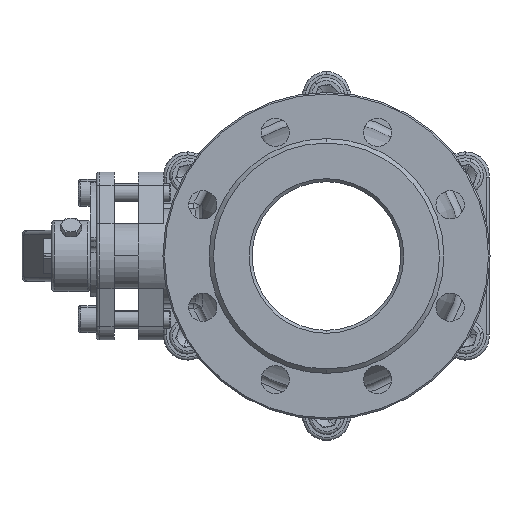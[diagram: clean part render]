
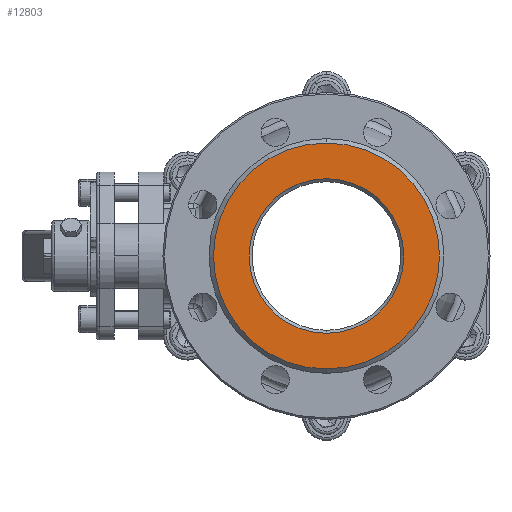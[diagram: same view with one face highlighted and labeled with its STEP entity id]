
A CAD part, left-side view. The second image highlights one B-rep face of the part: STEP entity #12803.
In plain terms, the highlighted planar face has unit normal (-1, 0, 0).
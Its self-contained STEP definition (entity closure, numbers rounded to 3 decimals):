
#231 = CARTESIAN_POINT ( 'NONE',  ( -70.261, 0., 52. ) ) ;
#384 = DIRECTION ( 'NONE',  ( -1., 0., 0. ) ) ;
#516 = CARTESIAN_POINT ( 'NONE',  ( -70.261, 0., 50. ) ) ;
#876 = EDGE_LOOP ( 'NONE', ( #21168, #26077 ) ) ;
#2025 = AXIS2_PLACEMENT_3D ( 'NONE', #5469, #23535, #7719 ) ;
#2070 = EDGE_CURVE ( 'NONE', #25707, #6764, #10074, .T. ) ;
#2107 = CARTESIAN_POINT ( 'NONE',  ( -70.261, 0., 0. ) ) ;
#5287 = EDGE_LOOP ( 'NONE', ( #20446, #18126 ) ) ;
#5469 = CARTESIAN_POINT ( 'NONE',  ( -70.261, 0., 0. ) ) ;
#6432 = AXIS2_PLACEMENT_3D ( 'NONE', #516, #384, #8603 ) ;
#6764 = VERTEX_POINT ( 'NONE', #7006 ) ;
#7006 = CARTESIAN_POINT ( 'NONE',  ( -70.261, 0., -76. ) ) ;
#7303 = CARTESIAN_POINT ( 'NONE',  ( -70.261, 0., -52. ) ) ;
#7497 = CIRCLE ( 'NONE', #9196, 76. ) ;
#7636 = VERTEX_POINT ( 'NONE', #7303 ) ;
#7719 = DIRECTION ( 'NONE',  ( 0., 0., 1. ) ) ;
#8063 = EDGE_CURVE ( 'NONE', #6764, #25707, #7497, .T. ) ;
#8337 = VERTEX_POINT ( 'NONE', #231 ) ;
#8508 = AXIS2_PLACEMENT_3D ( 'NONE', #17630, #19221, #17371 ) ;
#8603 = DIRECTION ( 'NONE',  ( 0., 0., 1. ) ) ;
#9196 = AXIS2_PLACEMENT_3D ( 'NONE', #2107, #26033, #26162 ) ;
#10074 = CIRCLE ( 'NONE', #2025, 76. ) ;
#10987 = PLANE ( 'NONE',  #6432 ) ;
#12625 = CARTESIAN_POINT ( 'NONE',  ( -70.261, 0., 0. ) ) ;
#12803 = ADVANCED_FACE ( 'NONE', ( #17089, #14843 ), #10987, .T. ) ;
#13624 = AXIS2_PLACEMENT_3D ( 'NONE', #12625, #14363, #18468 ) ;
#14064 = EDGE_CURVE ( 'NONE', #8337, #7636, #16106, .T. ) ;
#14363 = DIRECTION ( 'NONE',  ( 1., 0., 0. ) ) ;
#14843 = FACE_BOUND ( 'NONE', #876, .T. ) ;
#16106 = CIRCLE ( 'NONE', #13624, 52. ) ;
#16154 = EDGE_CURVE ( 'NONE', #7636, #8337, #16569, .T. ) ;
#16569 = CIRCLE ( 'NONE', #8508, 52. ) ;
#17089 = FACE_OUTER_BOUND ( 'NONE', #5287, .T. ) ;
#17371 = DIRECTION ( 'NONE',  ( 0., 0., 1. ) ) ;
#17630 = CARTESIAN_POINT ( 'NONE',  ( -70.261, 0., 0. ) ) ;
#18126 = ORIENTED_EDGE ( 'NONE', *, *, #2070, .T. ) ;
#18468 = DIRECTION ( 'NONE',  ( 0., 0., 1. ) ) ;
#19221 = DIRECTION ( 'NONE',  ( 1., 0., 0. ) ) ;
#20446 = ORIENTED_EDGE ( 'NONE', *, *, #8063, .T. ) ;
#21168 = ORIENTED_EDGE ( 'NONE', *, *, #14064, .T. ) ;
#23047 = CARTESIAN_POINT ( 'NONE',  ( -70.261, 0., 76. ) ) ;
#23535 = DIRECTION ( 'NONE',  ( -1., 0., 0. ) ) ;
#25707 = VERTEX_POINT ( 'NONE', #23047 ) ;
#26033 = DIRECTION ( 'NONE',  ( -1., 0., 0. ) ) ;
#26077 = ORIENTED_EDGE ( 'NONE', *, *, #16154, .T. ) ;
#26162 = DIRECTION ( 'NONE',  ( 0., 0., 1. ) ) ;
